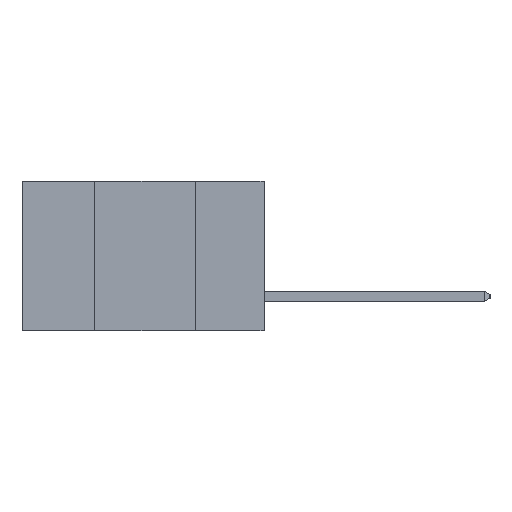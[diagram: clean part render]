
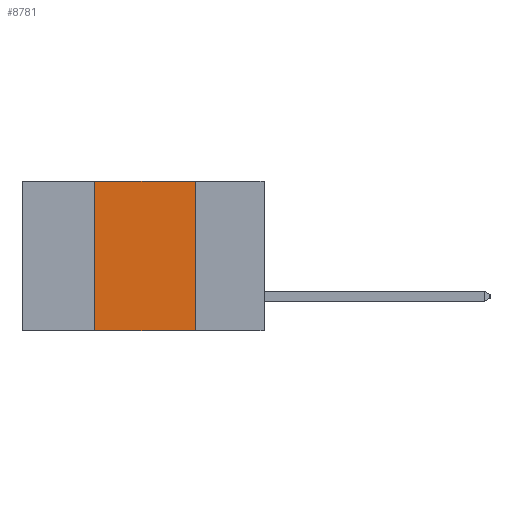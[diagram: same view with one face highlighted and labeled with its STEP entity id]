
A CAD part, left-side view. The second image highlights one B-rep face of the part: STEP entity #8781.
In plain terms, the highlighted planar face has unit normal (-1, 0, 0).
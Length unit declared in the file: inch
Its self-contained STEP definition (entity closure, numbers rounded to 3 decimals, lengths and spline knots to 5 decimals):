
#67 = EDGE_CURVE ( 'NONE', #10470, #1472, #8263, .T. ) ;
#331 = FACE_OUTER_BOUND ( 'NONE', #9629, .T. ) ;
#1472 = VERTEX_POINT ( 'NONE', #11780 ) ;
#2944 = AXIS2_PLACEMENT_3D ( 'NONE', #10724, #6020, #6003 ) ;
#3803 = VECTOR ( 'NONE', #8606, 39.37008 ) ;
#4453 = EDGE_CURVE ( 'NONE', #6527, #10335, #8294, .T. ) ;
#4868 = CARTESIAN_POINT ( 'NONE',  ( 0., 0.42, -0.37 ) ) ;
#5106 = ORIENTED_EDGE ( 'NONE', *, *, #67, .T. ) ;
#5644 = EDGE_CURVE ( 'NONE', #10335, #1472, #12473, .T. ) ;
#6003 = DIRECTION ( 'NONE',  ( 0., 0., -1. ) ) ;
#6020 = DIRECTION ( 'NONE',  ( 1., 0., 0. ) ) ;
#6527 = VERTEX_POINT ( 'NONE', #7853 ) ;
#6633 = DIRECTION ( 'NONE',  ( 0., 0., 1. ) ) ;
#7107 = CARTESIAN_POINT ( 'NONE',  ( 0., 0.42, -0.37 ) ) ;
#7504 = ORIENTED_EDGE ( 'NONE', *, *, #4453, .F. ) ;
#7853 = CARTESIAN_POINT ( 'NONE',  ( 0., 0.42, 0. ) ) ;
#8012 = CARTESIAN_POINT ( 'NONE',  ( 0., 0.6, -0.37 ) ) ;
#8263 = LINE ( 'NONE', #8012, #10634 ) ;
#8294 = LINE ( 'NONE', #8521, #3803 ) ;
#8521 = CARTESIAN_POINT ( 'NONE',  ( 0., 0.6, 0. ) ) ;
#8606 = DIRECTION ( 'NONE',  ( 0., -1., 0. ) ) ;
#8728 = CARTESIAN_POINT ( 'NONE',  ( 0., 0.17, 0. ) ) ;
#8781 = ADVANCED_FACE ( 'NONE', ( #331 ), #10884, .F. ) ;
#9192 = VECTOR ( 'NONE', #12205, 39.37008 ) ;
#9291 = EDGE_CURVE ( 'NONE', #10470, #6527, #12713, .T. ) ;
#9629 = EDGE_LOOP ( 'NONE', ( #12206, #7504, #12847, #5106 ) ) ;
#10335 = VERTEX_POINT ( 'NONE', #8728 ) ;
#10394 = VECTOR ( 'NONE', #6633, 39.37008 ) ;
#10470 = VERTEX_POINT ( 'NONE', #4868 ) ;
#10480 = CARTESIAN_POINT ( 'NONE',  ( 0., 0.17, -0.37 ) ) ;
#10634 = VECTOR ( 'NONE', #12174, 39.37008 ) ;
#10724 = CARTESIAN_POINT ( 'NONE',  ( 0., 0.6, 0. ) ) ;
#10884 = PLANE ( 'NONE',  #2944 ) ;
#11780 = CARTESIAN_POINT ( 'NONE',  ( 0., 0.17, -0.37 ) ) ;
#12174 = DIRECTION ( 'NONE',  ( 0., -1., 0. ) ) ;
#12205 = DIRECTION ( 'NONE',  ( 0., 0., -1. ) ) ;
#12206 = ORIENTED_EDGE ( 'NONE', *, *, #5644, .F. ) ;
#12473 = LINE ( 'NONE', #10480, #9192 ) ;
#12713 = LINE ( 'NONE', #7107, #10394 ) ;
#12847 = ORIENTED_EDGE ( 'NONE', *, *, #9291, .F. ) ;
